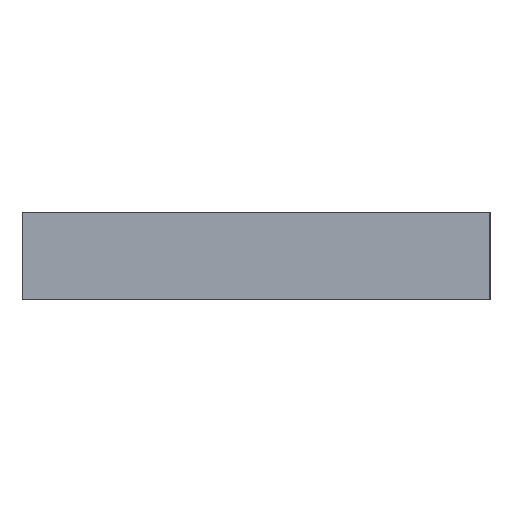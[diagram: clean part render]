
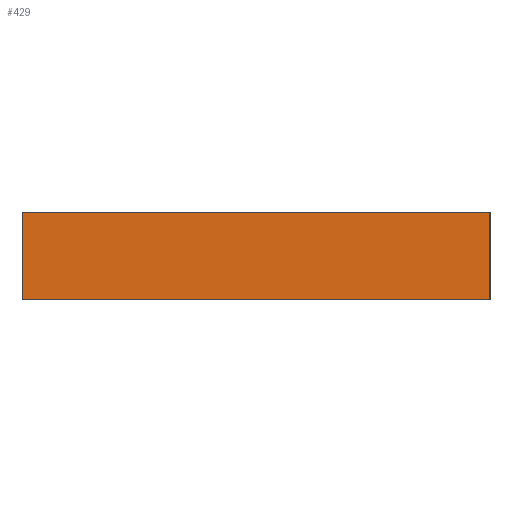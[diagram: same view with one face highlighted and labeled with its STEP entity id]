
A CAD part, left-side view. The second image highlights one B-rep face of the part: STEP entity #429.
In plain terms, the highlighted planar face has unit normal (-1, 0, 0).
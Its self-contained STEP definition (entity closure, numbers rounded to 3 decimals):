
#429=ADVANCED_FACE('',(#933),#934,.T.);
#439=EDGE_CURVE('',#946,#949,#950,.T.);
#463=EDGE_CURVE('',#985,#982,#986,.T.);
#477=EDGE_CURVE('',#982,#949,#1000,.T.);
#479=EDGE_CURVE('',#985,#946,#1002,.T.);
#933=FACE_OUTER_BOUND('',#1545,.T.);
#934=PLANE('',#1546);
#946=VERTEX_POINT('',#1561);
#949=VERTEX_POINT('',#1566);
#950=LINE('',#1567,#1568);
#982=VERTEX_POINT('',#1621);
#985=VERTEX_POINT('',#1626);
#986=LINE('',#1627,#1628);
#1000=LINE('',#1655,#1656);
#1002=LINE('',#1659,#1660);
#1545=EDGE_LOOP('',(#2833,#2834,#2835,#2836));
#1546=AXIS2_PLACEMENT_3D('',#2837,#2838,#2839);
#1561=CARTESIAN_POINT('',(-3.15,1.55,0.));
#1566=CARTESIAN_POINT('',(-3.15,1.55,0.58));
#1567=CARTESIAN_POINT('',(-3.15,1.55,0.));
#1568=VECTOR('',#2858,1.0);
#1621=CARTESIAN_POINT('',(-3.15,-1.55,0.58));
#1626=CARTESIAN_POINT('',(-3.15,-1.55,0.));
#1627=CARTESIAN_POINT('',(-3.15,-1.55,0.));
#1628=VECTOR('',#2870,1.0);
#1655=CARTESIAN_POINT('',(-3.15,-1.55,0.58));
#1656=VECTOR('',#2877,1.0);
#1659=CARTESIAN_POINT('',(-3.15,-1.55,0.));
#1660=VECTOR('',#2878,1.0);
#2833=ORIENTED_EDGE('',*,*,#439,.F.);
#2834=ORIENTED_EDGE('',*,*,#479,.F.);
#2835=ORIENTED_EDGE('',*,*,#463,.T.);
#2836=ORIENTED_EDGE('',*,*,#477,.T.);
#2837=CARTESIAN_POINT('',(-3.15,-1.55,0.));
#2838=DIRECTION('',(-1.0,0.0,0.0));
#2839=DIRECTION('',(0.0,0.0,1.0));
#2858=DIRECTION('',(0.0,0.0,1.0));
#2870=DIRECTION('',(0.0,0.0,1.0));
#2877=DIRECTION('',(0.0,1.0,0.0));
#2878=DIRECTION('',(0.0,1.0,0.0));
